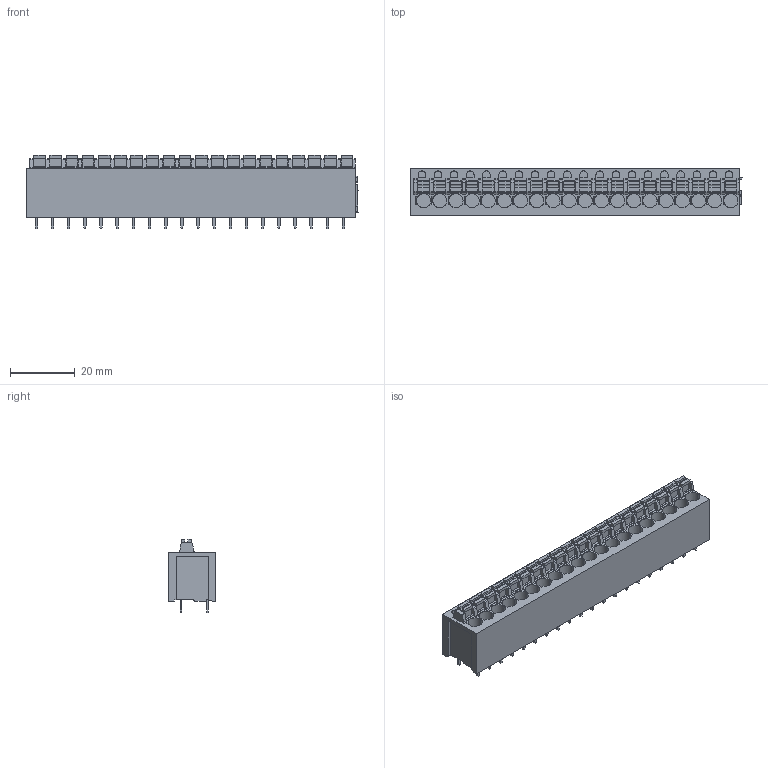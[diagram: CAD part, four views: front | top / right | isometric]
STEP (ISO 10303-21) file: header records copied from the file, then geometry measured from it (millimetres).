
FILE_DESCRIPTION(('CATIA V5 STEP Exchange','CAx-IF Rec.Pracs.--- Model Styling and Organization---1.4--- 2014-01-23'),'2;1');
FILE_NAME ('D1491552_0', '2021-06-28T13:12:16+00:00', ('none'), ('Weidmueller'), 'CATIA Version 5-6 Release 2016 SP3 HF44', 'CATIA V5 STEP AP214', 'none');
FILE_SCHEMA(('AUTOMOTIVE_DESIGN { 1 0 10303 214 1 1 1 1 }'));
Length unit declared in the file: millimetre
Products named in the file (1): 1425230000
Bounding box: 102.65 x 14.8 x 22.7 mm (x, y, z)
Volume: 21259.4 mm3; surface area: 12435.7 mm2
Topology: 61 solids, 61 shells, 1360 faces, 3585 edges, 2390 vertices
Faces by surface type: plane 1041, cylinder 319
Entity records: 40053 total; most frequent: ORIENTED_EDGE 7170, CARTESIAN_POINT 7081, DIRECTION 5240, EDGE_CURVE 3585, VECTOR 2907, LINE 2907, VERTEX_POINT 2390, AXIS2_PLACEMENT_3D 1484
